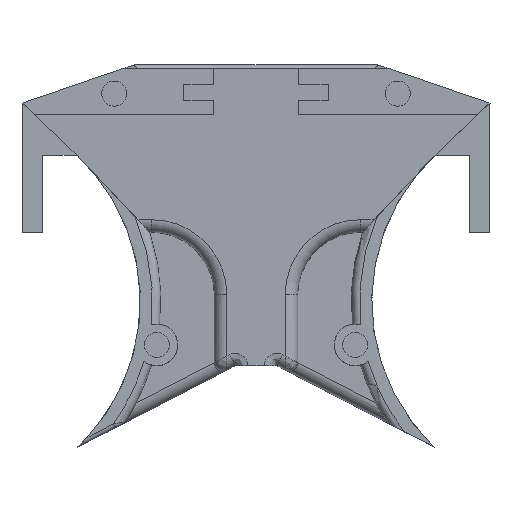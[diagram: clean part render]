
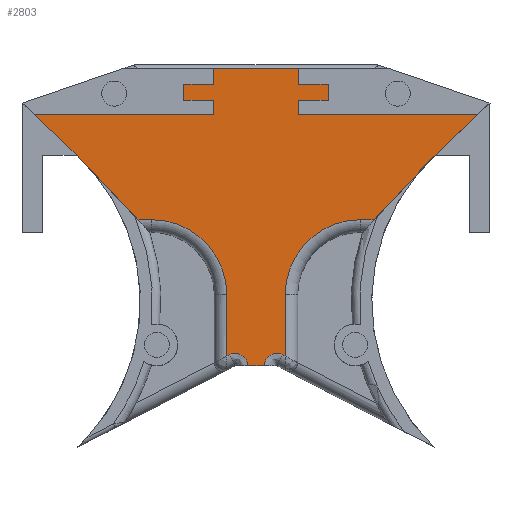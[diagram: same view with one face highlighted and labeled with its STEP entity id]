
A CAD part, top view. The second image highlights one B-rep face of the part: STEP entity #2803.
In plain terms, the highlighted planar face has unit normal (0, 0, 1).
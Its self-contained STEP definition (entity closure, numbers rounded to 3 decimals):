
#100=PLANE('',#3032);
#243=FACE_OUTER_BOUND('',#401,.T.);
#401=EDGE_LOOP('',(#2130,#2131,#2132,#2133,#2134,#2135,#2136,#2137,#2138,
#2139,#2140,#2141,#2142,#2143,#2144,#2145,#2146,#2147,#2148,#2149,#2150,
#2151,#2152,#2153,#2154,#2155,#2156,#2157,#2158));
#568=LINE('',#4434,#870);
#570=LINE('',#4459,#872);
#571=LINE('',#4470,#873);
#575=LINE('',#4478,#877);
#579=LINE('',#4574,#881);
#580=LINE('',#4582,#882);
#582=LINE('',#4587,#884);
#583=LINE('',#4607,#885);
#587=LINE('',#4613,#889);
#588=LINE('',#4617,#890);
#589=LINE('',#4619,#891);
#590=LINE('',#4621,#892);
#591=LINE('',#4623,#893);
#592=LINE('',#4625,#894);
#593=LINE('',#4627,#895);
#594=LINE('',#4629,#896);
#595=LINE('',#4631,#897);
#596=LINE('',#4633,#898);
#597=LINE('',#4635,#899);
#598=LINE('',#4637,#900);
#599=LINE('',#4639,#901);
#600=LINE('',#4641,#902);
#601=LINE('',#4643,#903);
#602=LINE('',#4644,#904);
#870=VECTOR('',#3396,10.);
#872=VECTOR('',#3408,10.);
#873=VECTOR('',#3421,10.);
#877=VECTOR('',#3431,10.);
#881=VECTOR('',#3447,10.);
#882=VECTOR('',#3458,10.);
#884=VECTOR('',#3464,10.);
#885=VECTOR('',#3471,10.);
#889=VECTOR('',#3477,10.);
#890=VECTOR('',#3480,10.);
#891=VECTOR('',#3481,10.);
#892=VECTOR('',#3482,10.);
#893=VECTOR('',#3483,10.);
#894=VECTOR('',#3484,10.);
#895=VECTOR('',#3485,10.);
#896=VECTOR('',#3486,10.);
#897=VECTOR('',#3487,10.);
#898=VECTOR('',#3488,10.);
#899=VECTOR('',#3489,10.);
#900=VECTOR('',#3490,10.);
#901=VECTOR('',#3491,10.);
#902=VECTOR('',#3492,10.);
#903=VECTOR('',#3493,10.);
#904=VECTOR('',#3494,10.);
#1171=CIRCLE('',#3004,3.);
#1174=CIRCLE('',#3009,18.);
#1179=CIRCLE('',#3024,18.);
#1182=CIRCLE('',#3029,3.);
#1184=CIRCLE('',#3033,48.1);
#1283=VERTEX_POINT('',#4428);
#1284=VERTEX_POINT('',#4433);
#1285=VERTEX_POINT('',#4451);
#1287=VERTEX_POINT('',#4457);
#1289=VERTEX_POINT('',#4462);
#1291=VERTEX_POINT('',#4468);
#1292=VERTEX_POINT('',#4477);
#1295=VERTEX_POINT('',#4561);
#1297=VERTEX_POINT('',#4567);
#1300=VERTEX_POINT('',#4572);
#1302=VERTEX_POINT('',#4577);
#1303=VERTEX_POINT('',#4585);
#1304=VERTEX_POINT('',#4606);
#1305=VERTEX_POINT('',#4612);
#1306=VERTEX_POINT('',#4614);
#1307=VERTEX_POINT('',#4616);
#1308=VERTEX_POINT('',#4618);
#1309=VERTEX_POINT('',#4620);
#1310=VERTEX_POINT('',#4622);
#1311=VERTEX_POINT('',#4624);
#1312=VERTEX_POINT('',#4626);
#1313=VERTEX_POINT('',#4628);
#1314=VERTEX_POINT('',#4630);
#1315=VERTEX_POINT('',#4632);
#1316=VERTEX_POINT('',#4634);
#1317=VERTEX_POINT('',#4636);
#1318=VERTEX_POINT('',#4638);
#1319=VERTEX_POINT('',#4640);
#1320=VERTEX_POINT('',#4642);
#1584=EDGE_CURVE('',#1283,#1284,#568,.T.);
#1587=EDGE_CURVE('',#1284,#1285,#1171,.T.);
#1590=EDGE_CURVE('',#1287,#1283,#570,.T.);
#1592=EDGE_CURVE('',#1289,#1287,#1174,.T.);
#1595=EDGE_CURVE('',#1291,#1289,#571,.T.);
#1599=EDGE_CURVE('',#1285,#1292,#575,.T.);
#1609=EDGE_CURVE('',#1300,#1297,#579,.T.);
#1611=EDGE_CURVE('',#1302,#1300,#1179,.T.);
#1613=EDGE_CURVE('',#1295,#1302,#580,.T.);
#1616=EDGE_CURVE('',#1303,#1295,#582,.T.);
#1617=EDGE_CURVE('',#1292,#1303,#1182,.T.);
#1619=EDGE_CURVE('',#1304,#1297,#583,.T.);
#1623=EDGE_CURVE('',#1291,#1305,#587,.T.);
#1624=EDGE_CURVE('',#1305,#1306,#1184,.T.);
#1625=EDGE_CURVE('',#1306,#1307,#588,.T.);
#1626=EDGE_CURVE('',#1307,#1308,#589,.T.);
#1627=EDGE_CURVE('',#1308,#1309,#590,.T.);
#1628=EDGE_CURVE('',#1309,#1310,#591,.T.);
#1629=EDGE_CURVE('',#1310,#1311,#592,.T.);
#1630=EDGE_CURVE('',#1311,#1312,#593,.T.);
#1631=EDGE_CURVE('',#1312,#1313,#594,.T.);
#1632=EDGE_CURVE('',#1313,#1314,#595,.T.);
#1633=EDGE_CURVE('',#1314,#1315,#596,.T.);
#1634=EDGE_CURVE('',#1315,#1316,#597,.T.);
#1635=EDGE_CURVE('',#1316,#1317,#598,.T.);
#1636=EDGE_CURVE('',#1317,#1318,#599,.T.);
#1637=EDGE_CURVE('',#1318,#1319,#600,.T.);
#1638=EDGE_CURVE('',#1319,#1320,#601,.T.);
#1639=EDGE_CURVE('',#1320,#1304,#602,.T.);
#2130=ORIENTED_EDGE('',*,*,#1595,.F.);
#2131=ORIENTED_EDGE('',*,*,#1623,.T.);
#2132=ORIENTED_EDGE('',*,*,#1624,.T.);
#2133=ORIENTED_EDGE('',*,*,#1625,.T.);
#2134=ORIENTED_EDGE('',*,*,#1626,.T.);
#2135=ORIENTED_EDGE('',*,*,#1627,.T.);
#2136=ORIENTED_EDGE('',*,*,#1628,.T.);
#2137=ORIENTED_EDGE('',*,*,#1629,.T.);
#2138=ORIENTED_EDGE('',*,*,#1630,.T.);
#2139=ORIENTED_EDGE('',*,*,#1631,.T.);
#2140=ORIENTED_EDGE('',*,*,#1632,.T.);
#2141=ORIENTED_EDGE('',*,*,#1633,.T.);
#2142=ORIENTED_EDGE('',*,*,#1634,.T.);
#2143=ORIENTED_EDGE('',*,*,#1635,.T.);
#2144=ORIENTED_EDGE('',*,*,#1636,.T.);
#2145=ORIENTED_EDGE('',*,*,#1637,.T.);
#2146=ORIENTED_EDGE('',*,*,#1638,.T.);
#2147=ORIENTED_EDGE('',*,*,#1639,.T.);
#2148=ORIENTED_EDGE('',*,*,#1619,.T.);
#2149=ORIENTED_EDGE('',*,*,#1609,.F.);
#2150=ORIENTED_EDGE('',*,*,#1611,.F.);
#2151=ORIENTED_EDGE('',*,*,#1613,.F.);
#2152=ORIENTED_EDGE('',*,*,#1616,.F.);
#2153=ORIENTED_EDGE('',*,*,#1617,.F.);
#2154=ORIENTED_EDGE('',*,*,#1599,.F.);
#2155=ORIENTED_EDGE('',*,*,#1587,.F.);
#2156=ORIENTED_EDGE('',*,*,#1584,.F.);
#2157=ORIENTED_EDGE('',*,*,#1590,.F.);
#2158=ORIENTED_EDGE('',*,*,#1592,.F.);
#2803=ADVANCED_FACE('',(#243),#100,.T.);
#3004=AXIS2_PLACEMENT_3D('',#4453,#3401,#3402);
#3009=AXIS2_PLACEMENT_3D('',#4464,#3413,#3414);
#3024=AXIS2_PLACEMENT_3D('',#4579,#3452,#3453);
#3029=AXIS2_PLACEMENT_3D('',#4603,#3465,#3466);
#3032=AXIS2_PLACEMENT_3D('',#4611,#3475,#3476);
#3033=AXIS2_PLACEMENT_3D('',#4615,#3478,#3479);
#3396=DIRECTION('',(-0.888,0.459,0.));
#3401=DIRECTION('center_axis',(0.,0.,1.));
#3402=DIRECTION('ref_axis',(-0.459,-0.888,0.));
#3408=DIRECTION('',(0.,-1.,0.));
#3413=DIRECTION('center_axis',(0.,0.,1.));
#3414=DIRECTION('ref_axis',(-0.707,0.707,0.));
#3421=DIRECTION('',(-1.,0.,0.));
#3431=DIRECTION('',(-1.,0.,0.));
#3447=DIRECTION('',(-1.,0.,0.));
#3452=DIRECTION('center_axis',(0.,0.,1.));
#3453=DIRECTION('ref_axis',(0.707,0.707,0.));
#3458=DIRECTION('',(0.,1.,0.));
#3464=DIRECTION('',(-0.888,-0.459,0.));
#3465=DIRECTION('center_axis',(0.,0.,1.));
#3466=DIRECTION('ref_axis',(0.459,-0.888,0.));
#3471=DIRECTION('',(0.685,-0.728,0.));
#3475=DIRECTION('center_axis',(0.,0.,1.));
#3476=DIRECTION('ref_axis',(-1.,0.,0.));
#3477=DIRECTION('',(0.686,0.728,0.));
#3478=DIRECTION('center_axis',(0.,0.,-1.));
#3479=DIRECTION('ref_axis',(-0.684,0.729,0.));
#3480=DIRECTION('',(0.727,0.687,0.));
#3481=DIRECTION('',(-1.,0.,0.));
#3482=DIRECTION('',(0.,1.,0.));
#3483=DIRECTION('',(1.,0.,0.));
#3484=DIRECTION('',(0.,1.,0.));
#3485=DIRECTION('',(-1.,0.,0.));
#3486=DIRECTION('',(0.,1.,0.));
#3487=DIRECTION('',(-1.,0.,0.));
#3488=DIRECTION('',(0.,-1.,0.));
#3489=DIRECTION('',(-1.,0.,0.));
#3490=DIRECTION('',(0.,-1.,0.));
#3491=DIRECTION('',(1.,0.,0.));
#3492=DIRECTION('',(0.,-1.,0.));
#3493=DIRECTION('',(-1.,0.,0.));
#3494=DIRECTION('',(0.728,-0.686,0.));
#4428=CARTESIAN_POINT('',(170.166,78.21,24.));
#4433=CARTESIAN_POINT('',(169.543,78.532,24.));
#4434=CARTESIAN_POINT('',(183.038,71.56,24.));
#4451=CARTESIAN_POINT('',(165.166,75.866,24.));
#4453=CARTESIAN_POINT('Origin',(168.166,75.866,24.));
#4457=CARTESIAN_POINT('',(170.166,92.866,24.));
#4459=CARTESIAN_POINT('',(170.166,100.625,24.));
#4462=CARTESIAN_POINT('',(188.166,110.866,24.));
#4464=CARTESIAN_POINT('Origin',(188.166,92.866,24.));
#4468=CARTESIAN_POINT('',(191.488,110.866,24.));
#4470=CARTESIAN_POINT('',(166.65,110.866,24.));
#4477=CARTESIAN_POINT('',(161.165,75.866,24.));
#4478=CARTESIAN_POINT('',(188.661,75.866,24.));
#4561=CARTESIAN_POINT('',(156.166,78.21,24.));
#4567=CARTESIAN_POINT('',(134.863,110.866,24.));
#4572=CARTESIAN_POINT('',(138.166,110.866,24.));
#4574=CARTESIAN_POINT('',(166.65,110.866,24.));
#4577=CARTESIAN_POINT('',(156.166,92.866,24.));
#4579=CARTESIAN_POINT('Origin',(138.166,92.866,24.));
#4582=CARTESIAN_POINT('',(156.166,117.916,24.));
#4585=CARTESIAN_POINT('',(156.788,78.531,24.));
#4587=CARTESIAN_POINT('',(182.191,91.654,24.));
#4603=CARTESIAN_POINT('Origin',(158.165,75.866,24.));
#4606=CARTESIAN_POINT('',(120.274,126.366,24.));
#4607=CARTESIAN_POINT('',(137.687,107.866,24.));
#4611=CARTESIAN_POINT('Origin',(195.613,127.966,24.));
#4612=CARTESIAN_POINT('',(202.026,122.053,24.));
#4613=CARTESIAN_POINT('',(206.091,126.366,24.));
#4614=CARTESIAN_POINT('',(206.091,126.366,24.));
#4615=CARTESIAN_POINT('Origin',(239.002,91.288,24.));
#4616=CARTESIAN_POINT('',(216.355,136.067,24.));
#4617=CARTESIAN_POINT('',(206.091,126.366,24.));
#4618=CARTESIAN_POINT('',(173.366,136.067,24.));
#4619=CARTESIAN_POINT('',(184.489,136.067,24.));
#4620=CARTESIAN_POINT('',(173.366,139.507,24.));
#4621=CARTESIAN_POINT('',(173.366,133.737,24.));
#4622=CARTESIAN_POINT('',(180.466,139.507,24.));
#4623=CARTESIAN_POINT('',(188.039,139.507,24.));
#4624=CARTESIAN_POINT('',(180.466,143.367,24.));
#4625=CARTESIAN_POINT('',(180.466,135.667,24.));
#4626=CARTESIAN_POINT('',(173.366,143.367,24.));
#4627=CARTESIAN_POINT('',(184.489,143.367,24.));
#4628=CARTESIAN_POINT('',(173.366,147.067,24.));
#4629=CARTESIAN_POINT('',(173.366,137.517,24.));
#4630=CARTESIAN_POINT('',(152.966,147.067,24.));
#4631=CARTESIAN_POINT('',(195.372,147.067,24.));
#4632=CARTESIAN_POINT('',(152.966,143.367,24.));
#4633=CARTESIAN_POINT('',(152.966,135.667,24.));
#4634=CARTESIAN_POINT('',(145.866,143.367,24.));
#4635=CARTESIAN_POINT('',(170.739,143.367,24.));
#4636=CARTESIAN_POINT('',(145.866,139.507,24.));
#4637=CARTESIAN_POINT('',(145.866,133.737,24.));
#4638=CARTESIAN_POINT('',(152.966,139.507,24.));
#4639=CARTESIAN_POINT('',(174.289,139.507,24.));
#4640=CARTESIAN_POINT('',(152.966,136.067,24.));
#4641=CARTESIAN_POINT('',(152.966,132.017,24.));
#4642=CARTESIAN_POINT('',(109.984,136.067,24.));
#4643=CARTESIAN_POINT('',(152.798,136.067,24.));
#4644=CARTESIAN_POINT('',(120.274,126.366,24.));
